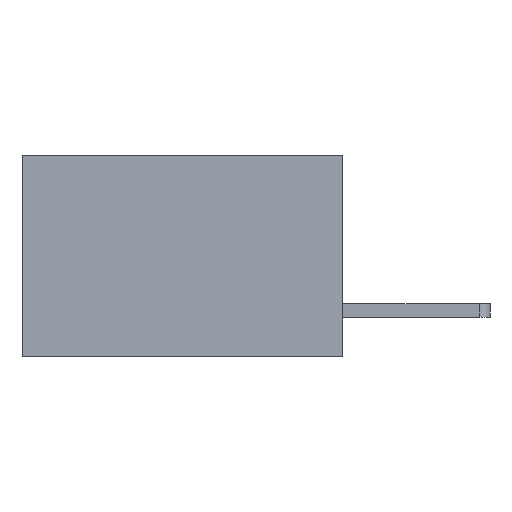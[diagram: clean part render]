
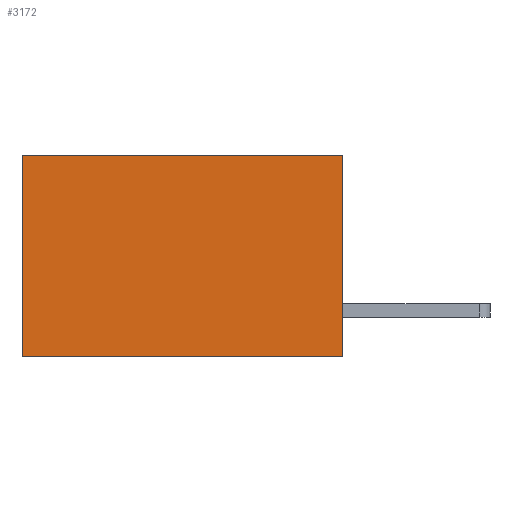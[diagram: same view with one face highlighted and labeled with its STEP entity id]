
A CAD part, left-side view. The second image highlights one B-rep face of the part: STEP entity #3172.
In plain terms, the highlighted planar face has unit normal (-1, 0, 0).
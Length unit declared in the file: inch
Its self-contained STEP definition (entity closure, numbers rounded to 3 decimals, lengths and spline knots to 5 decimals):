
#3 = CARTESIAN_POINT ( 'NONE',  ( 0.277, 0., -0.37 ) ) ;
#38 = EDGE_LOOP ( 'NONE', ( #3733, #1056, #2357, #3041 ) ) ;
#109 = DIRECTION ( 'NONE',  ( 0., 1., 0. ) ) ;
#423 = VERTEX_POINT ( 'NONE', #765 ) ;
#550 = VERTEX_POINT ( 'NONE', #5415 ) ;
#765 = CARTESIAN_POINT ( 'NONE',  ( 0.277, 0.59, 0. ) ) ;
#862 = EDGE_CURVE ( 'NONE', #5779, #2167, #2855, .T. ) ;
#890 = DIRECTION ( 'NONE',  ( 0., 0., -1. ) ) ;
#936 = CARTESIAN_POINT ( 'NONE',  ( 0.277, 0., -0.37 ) ) ;
#1055 = VECTOR ( 'NONE', #890, 39.37008 ) ;
#1056 = ORIENTED_EDGE ( 'NONE', *, *, #862, .F. ) ;
#1714 = DIRECTION ( 'NONE',  ( 0., 0., -1. ) ) ;
#2106 = LINE ( 'NONE', #2161, #6461 ) ;
#2161 = CARTESIAN_POINT ( 'NONE',  ( 0.277, 0.59, -0.37 ) ) ;
#2167 = VERTEX_POINT ( 'NONE', #5084 ) ;
#2357 = ORIENTED_EDGE ( 'NONE', *, *, #3961, .F. ) ;
#2585 = LINE ( 'NONE', #936, #1055 ) ;
#2736 = DIRECTION ( 'NONE',  ( 0., 0., -1. ) ) ;
#2848 = PLANE ( 'NONE',  #4599 ) ;
#2855 = LINE ( 'NONE', #4841, #7194 ) ;
#3041 = ORIENTED_EDGE ( 'NONE', *, *, #7040, .T. ) ;
#3097 = CARTESIAN_POINT ( 'NONE',  ( 0.277, 0., -0.37 ) ) ;
#3134 = DIRECTION ( 'NONE',  ( 0., 1., 0. ) ) ;
#3172 = ADVANCED_FACE ( 'NONE', ( #3390 ), #2848, .F. ) ;
#3390 = FACE_OUTER_BOUND ( 'NONE', #38, .T. ) ;
#3733 = ORIENTED_EDGE ( 'NONE', *, *, #6859, .T. ) ;
#3884 = LINE ( 'NONE', #6919, #5213 ) ;
#3961 = EDGE_CURVE ( 'NONE', #550, #5779, #2585, .T. ) ;
#4599 = AXIS2_PLACEMENT_3D ( 'NONE', #3, #5130, #1714 ) ;
#4841 = CARTESIAN_POINT ( 'NONE',  ( 0.277, 0., -0.37 ) ) ;
#5084 = CARTESIAN_POINT ( 'NONE',  ( 0.277, 0.59, -0.37 ) ) ;
#5130 = DIRECTION ( 'NONE',  ( 1., 0., 0. ) ) ;
#5213 = VECTOR ( 'NONE', #109, 39.37008 ) ;
#5415 = CARTESIAN_POINT ( 'NONE',  ( 0.277, 0., 0. ) ) ;
#5779 = VERTEX_POINT ( 'NONE', #3097 ) ;
#6461 = VECTOR ( 'NONE', #2736, 39.37008 ) ;
#6859 = EDGE_CURVE ( 'NONE', #423, #2167, #2106, .T. ) ;
#6919 = CARTESIAN_POINT ( 'NONE',  ( 0.277, 0., 0. ) ) ;
#7040 = EDGE_CURVE ( 'NONE', #550, #423, #3884, .T. ) ;
#7194 = VECTOR ( 'NONE', #3134, 39.37008 ) ;
